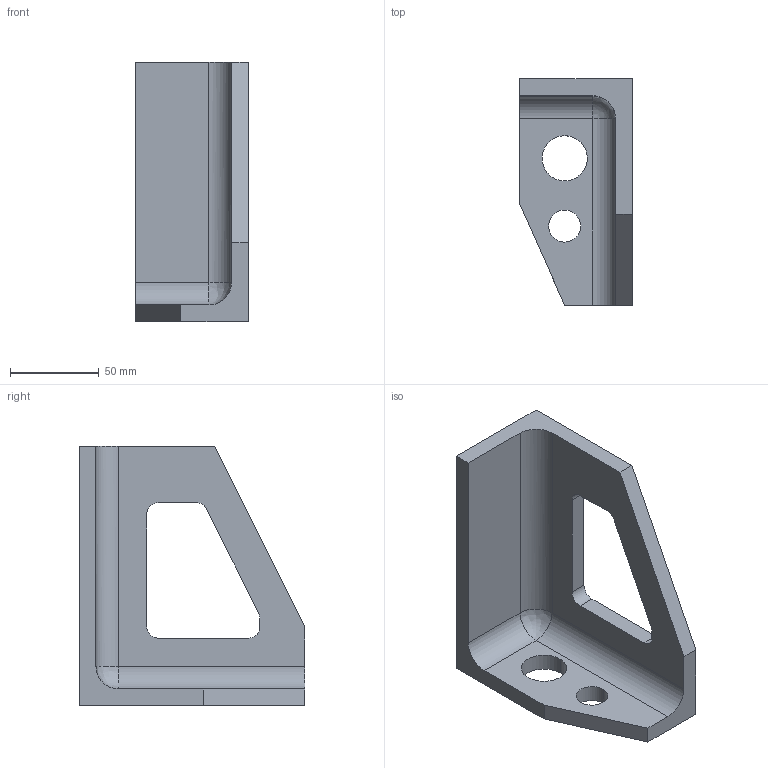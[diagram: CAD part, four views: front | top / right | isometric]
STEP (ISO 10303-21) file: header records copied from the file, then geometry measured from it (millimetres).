
FILE_DESCRIPTION((''),'2;1');
FILE_NAME('m1-td-209.stp','2002-08-01T14:29:34+01:00',(' '),(' '),'THEOREM SOLUTIONS CATIA -> AP209 IS PREPROCESSOR 6.1.001','CATIA',' ');
FILE_SCHEMA(('STRUCTURAL_ANALYSIS_DESIGN'));
Length unit declared in the file: inch
Products named in the file (2): bracket_TE4; bracket_TE4A
Bounding box: 63.5 x 127 x 146.05 mm (x, y, z)
Volume: 247526.7 mm3; surface area: 57520.4 mm2
Topology: 1 solids, 1 shells, 29 faces, 79 edges, 51 vertices
Faces by surface type: plane 16, bspline 13
Entity records: 3269 total; most frequent: CARTESIAN_POINT 1285, VOLUME_3D_ELEMENT_REPRESENTATION 926, NODE 381, ORIENTED_EDGE 156, B_SPLINE_CURVE_WITH_KNOTS 78, EDGE_CURVE 78, VERTEX_POINT 51, DIRECTION 46
